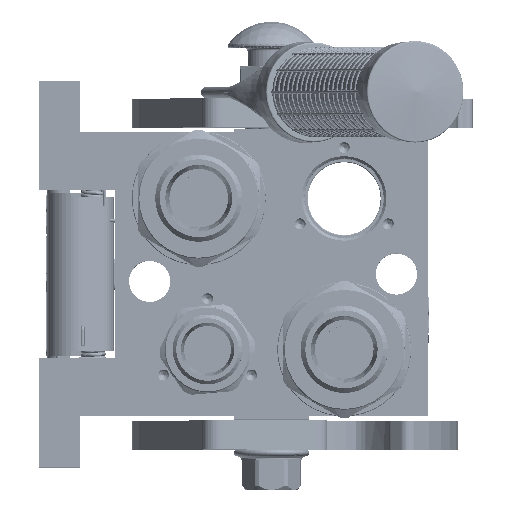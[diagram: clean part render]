
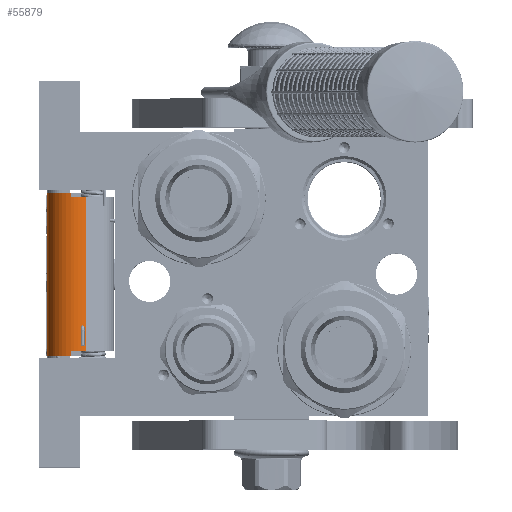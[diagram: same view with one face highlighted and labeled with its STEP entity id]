
A CAD part, top view. The second image highlights one B-rep face of the part: STEP entity #55879.
In plain terms, the highlighted cylindrical face has radius 9.5 mm (diameter 19 mm), a partial arc.
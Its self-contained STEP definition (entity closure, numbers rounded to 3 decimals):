
#3715 = VERTEX_POINT ( 'NONE', #49522 ) ;
#6477 = DIRECTION ( 'NONE',  ( 1., 0., 0. ) ) ;
#9189 = AXIS2_PLACEMENT_3D ( 'NONE', #82273, #116250, #66098 ) ;
#16227 = VERTEX_POINT ( 'NONE', #67849 ) ;
#18080 = CARTESIAN_POINT ( 'NONE',  ( -26.5, -0.2, -67.881 ) ) ;
#29276 = VERTEX_POINT ( 'NONE', #81773 ) ;
#30382 = ORIENTED_EDGE ( 'NONE', *, *, #117766, .F. ) ;
#31011 = CIRCLE ( 'NONE', #54591, 9.5 ) ;
#31891 = VECTOR ( 'NONE', #146218, 1000. ) ;
#32048 = LINE ( 'NONE', #65779, #205728 ) ;
#34962 = VECTOR ( 'NONE', #163273, 1000. ) ;
#45936 = CARTESIAN_POINT ( 'NONE',  ( -26.5, -1.7, -58.5 ) ) ;
#46674 = DIRECTION ( 'NONE',  ( 1., 0., 0. ) ) ;
#48074 = FACE_OUTER_BOUND ( 'NONE', #164453, .T. ) ;
#48939 = VERTEX_POINT ( 'NONE', #160815 ) ;
#49522 = CARTESIAN_POINT ( 'NONE',  ( -28., -0.2, -67.881 ) ) ;
#51176 = ORIENTED_EDGE ( 'NONE', *, *, #64608, .T. ) ;
#54591 = AXIS2_PLACEMENT_3D ( 'NONE', #111655, #78426, #80621 ) ;
#55150 = CARTESIAN_POINT ( 'NONE',  ( 26.5, -1.7, -58.5 ) ) ;
#55879 = ADVANCED_FACE ( 'NONE', ( #48074 ), #166564, .T. ) ;
#64608 = EDGE_CURVE ( 'NONE', #3715, #67130, #194633, .T. ) ;
#64951 = ORIENTED_EDGE ( 'NONE', *, *, #146770, .T. ) ;
#65779 = CARTESIAN_POINT ( 'NONE',  ( -28., 7.8, -58.5 ) ) ;
#66098 = DIRECTION ( 'NONE',  ( 0., -1., 0. ) ) ;
#67130 = VERTEX_POINT ( 'NONE', #171174 ) ;
#67849 = CARTESIAN_POINT ( 'NONE',  ( 28., -0.2, -67.881 ) ) ;
#73804 = DIRECTION ( 'NONE',  ( 0., 0.158, -0.987 ) ) ;
#78426 = DIRECTION ( 'NONE',  ( 1., 0., 0. ) ) ;
#80621 = DIRECTION ( 'NONE',  ( 0., 0.158, -0.987 ) ) ;
#81773 = CARTESIAN_POINT ( 'NONE',  ( 26.5, -5.47, -67.22 ) ) ;
#82273 = CARTESIAN_POINT ( 'NONE',  ( -28., -1.7, -58.5 ) ) ;
#85272 = LINE ( 'NONE', #163035, #137969 ) ;
#94570 = DIRECTION ( 'NONE',  ( 1., 0., 0. ) ) ;
#102455 = AXIS2_PLACEMENT_3D ( 'NONE', #45936, #46674, #146104 ) ;
#105236 = DIRECTION ( 'NONE',  ( 0., -0.397, -0.918 ) ) ;
#107003 = CARTESIAN_POINT ( 'NONE',  ( -28., -1.7, -58.5 ) ) ;
#111655 = CARTESIAN_POINT ( 'NONE',  ( 28., -1.7, -58.5 ) ) ;
#113264 = CARTESIAN_POINT ( 'NONE',  ( 26.5, -0.2, -67.881 ) ) ;
#116250 = DIRECTION ( 'NONE',  ( -1., 0., 0. ) ) ;
#117766 = EDGE_CURVE ( 'NONE', #29276, #137982, #118165, .T. ) ;
#118165 = CIRCLE ( 'NONE', #137180, 9.5 ) ;
#118557 = ORIENTED_EDGE ( 'NONE', *, *, #216749, .F. ) ;
#123957 = DIRECTION ( 'NONE',  ( 1., 0., 0. ) ) ;
#124354 = CARTESIAN_POINT ( 'NONE',  ( -26.5, -5.47, -67.22 ) ) ;
#137180 = AXIS2_PLACEMENT_3D ( 'NONE', #55150, #6477, #105236 ) ;
#137969 = VECTOR ( 'NONE', #94570, 1000. ) ;
#137982 = VERTEX_POINT ( 'NONE', #208653 ) ;
#146082 = EDGE_CURVE ( 'NONE', #137982, #16227, #182144, .T. ) ;
#146104 = DIRECTION ( 'NONE',  ( 0., -0.397, -0.918 ) ) ;
#146218 = DIRECTION ( 'NONE',  ( 1., 0., 0. ) ) ;
#146770 = EDGE_CURVE ( 'NONE', #67130, #48939, #32048, .T. ) ;
#149989 = EDGE_CURVE ( 'NONE', #16227, #48939, #31011, .T. ) ;
#154885 = VERTEX_POINT ( 'NONE', #18080 ) ;
#158577 = EDGE_CURVE ( 'NONE', #178503, #29276, #200336, .T. ) ;
#160815 = CARTESIAN_POINT ( 'NONE',  ( 28., 7.8, -58.5 ) ) ;
#163035 = CARTESIAN_POINT ( 'NONE',  ( -28., -0.2, -67.881 ) ) ;
#163273 = DIRECTION ( 'NONE',  ( 1., 0., 0. ) ) ;
#164453 = EDGE_LOOP ( 'NONE', ( #205094, #194988, #118557, #51176, #64951, #200462, #185159, #30382 ) ) ;
#166564 = CYLINDRICAL_SURFACE ( 'NONE', #9189, 9.5 ) ;
#167068 = EDGE_CURVE ( 'NONE', #178503, #154885, #177388, .T. ) ;
#171174 = CARTESIAN_POINT ( 'NONE',  ( -28., 7.8, -58.5 ) ) ;
#175230 = AXIS2_PLACEMENT_3D ( 'NONE', #107003, #123957, #73804 ) ;
#177388 = CIRCLE ( 'NONE', #102455, 9.5 ) ;
#178503 = VERTEX_POINT ( 'NONE', #124354 ) ;
#182144 = LINE ( 'NONE', #113264, #34962 ) ;
#185159 = ORIENTED_EDGE ( 'NONE', *, *, #146082, .F. ) ;
#187168 = DIRECTION ( 'NONE',  ( 1., 0., 0. ) ) ;
#194633 = CIRCLE ( 'NONE', #175230, 9.5 ) ;
#194988 = ORIENTED_EDGE ( 'NONE', *, *, #167068, .T. ) ;
#200336 = LINE ( 'NONE', #216614, #31891 ) ;
#200462 = ORIENTED_EDGE ( 'NONE', *, *, #149989, .F. ) ;
#205094 = ORIENTED_EDGE ( 'NONE', *, *, #158577, .F. ) ;
#205728 = VECTOR ( 'NONE', #187168, 1000. ) ;
#208653 = CARTESIAN_POINT ( 'NONE',  ( 26.5, -0.2, -67.881 ) ) ;
#216614 = CARTESIAN_POINT ( 'NONE',  ( -26.5, -5.47, -67.22 ) ) ;
#216749 = EDGE_CURVE ( 'NONE', #3715, #154885, #85272, .T. ) ;
